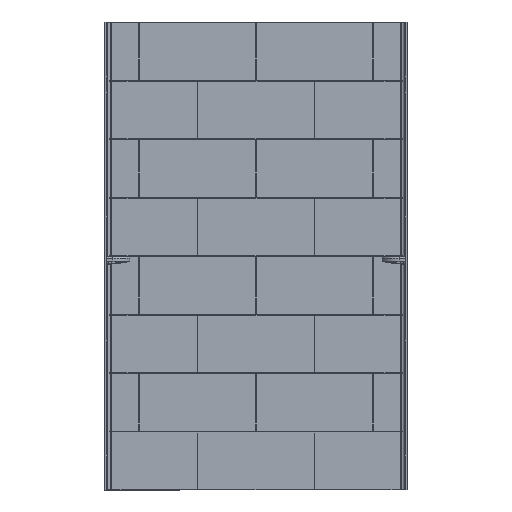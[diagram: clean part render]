
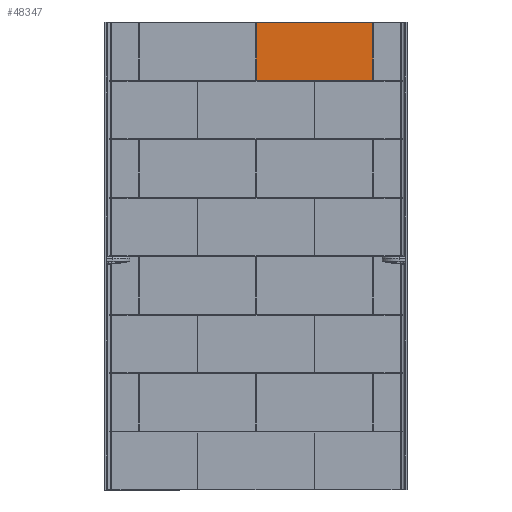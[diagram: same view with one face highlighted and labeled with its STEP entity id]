
A CAD part, top view. The second image highlights one B-rep face of the part: STEP entity #48347.
In plain terms, the highlighted planar face has unit normal (0, 0, 1).
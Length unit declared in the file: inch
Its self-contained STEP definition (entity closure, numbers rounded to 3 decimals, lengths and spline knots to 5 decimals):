
#1324 = LINE ( 'NONE', #52017, #53149 ) ;
#1785 = EDGE_LOOP ( 'NONE', ( #26379, #28186, #82086, #8824, #24980, #87580 ) ) ;
#2572 = LINE ( 'NONE', #60544, #18962 ) ;
#4040 = CARTESIAN_POINT ( 'NONE',  ( 36.0945, -23.91522, 0.1875 ) ) ;
#4170 = EDGE_CURVE ( 'NONE', #71435, #9576, #22893, .T. ) ;
#5197 = CARTESIAN_POINT ( 'NONE',  ( 36.08919, -23.91366, 0.1875 ) ) ;
#6972 = CARTESIAN_POINT ( 'NONE',  ( 36.08813, -0.08697, 0.1875 ) ) ;
#7936 = CARTESIAN_POINT ( 'NONE',  ( 36.08485, -0.09319, 0.1875 ) ) ;
#8824 = ORIENTED_EDGE ( 'NONE', *, *, #29168, .F. ) ;
#9576 = VERTEX_POINT ( 'NONE', #57357 ) ;
#13801 = CARTESIAN_POINT ( 'NONE',  ( 36.08478, -0.09385, 0.1875 ) ) ;
#13982 = CARTESIAN_POINT ( 'NONE',  ( 36.0881, -23.91282, 0.1875 ) ) ;
#14460 = CARTESIAN_POINT ( 'NONE',  ( 36.08535, -23.90887, 0.1875 ) ) ;
#14634 = CARTESIAN_POINT ( 'NONE',  ( 36.08478, 0., 0.1875 ) ) ;
#15235 = CARTESIAN_POINT ( 'NONE',  ( 36.0945, -0.08478, 0.1875 ) ) ;
#17241 = EDGE_CURVE ( 'NONE', #64341, #95150, #1324, .T. ) ;
#18962 = VECTOR ( 'NONE', #53245, 39.37008 ) ;
#19332 = CARTESIAN_POINT ( 'NONE',  ( 36.09114, -23.91465, 0.1875 ) ) ;
#20218 = VERTEX_POINT ( 'NONE', #31317 ) ;
#22893 = LINE ( 'NONE', #14634, #26653 ) ;
#24980 = ORIENTED_EDGE ( 'NONE', *, *, #82702, .T. ) ;
#25812 = VECTOR ( 'NONE', #74946, 39.37008 ) ;
#26379 = ORIENTED_EDGE ( 'NONE', *, *, #4170, .T. ) ;
#26653 = VECTOR ( 'NONE', #73548, 39.37008 ) ;
#27624 = CARTESIAN_POINT ( 'NONE',  ( 36.08876, -23.91336, 0.1875 ) ) ;
#28109 = CARTESIAN_POINT ( 'NONE',  ( 36.08635, -23.91081, 0.1875 ) ) ;
#28186 = ORIENTED_EDGE ( 'NONE', *, *, #38267, .F. ) ;
#29071 = CARTESIAN_POINT ( 'NONE',  ( 36.08567, -23.90964, 0.1875 ) ) ;
#29168 = EDGE_CURVE ( 'NONE', #20218, #95150, #73036, .T. ) ;
#31317 = CARTESIAN_POINT ( 'NONE',  ( 47.96201, -0.08478, 0.1875 ) ) ;
#35414 = CARTESIAN_POINT ( 'NONE',  ( 36.08664, -23.91124, 0.1875 ) ) ;
#38267 = EDGE_CURVE ( 'NONE', #64341, #9576, #83382, .T. ) ;
#43317 = EDGE_CURVE ( 'NONE', #71435, #53465, #62947, .T. ) ;
#44169 = CARTESIAN_POINT ( 'NONE',  ( 36.08478, -23.9055, 0.1875 ) ) ;
#46786 = FACE_OUTER_BOUND ( 'NONE', #1785, .T. ) ;
#48080 = CARTESIAN_POINT ( 'NONE',  ( 36.09364, -23.91522, 0.1875 ) ) ;
#48347 = ADVANCED_FACE ( 'NONE', ( #46786 ), #93005, .T. ) ;
#48695 = DIRECTION ( 'NONE',  ( 0., 0., 1. ) ) ;
#52017 = CARTESIAN_POINT ( 'NONE',  ( 0., -23.91522, 0.1875 ) ) ;
#52250 = CARTESIAN_POINT ( 'NONE',  ( 36.08478, -0.0945, 0.1875 ) ) ;
#52734 = CARTESIAN_POINT ( 'NONE',  ( 36.09106, -0.08525, 0.1875 ) ) ;
#53149 = VECTOR ( 'NONE', #67589, 39.37008 ) ;
#53245 = DIRECTION ( 'NONE',  ( -1., 0., 0. ) ) ;
#53465 = VERTEX_POINT ( 'NONE', #73683 ) ;
#55533 = CARTESIAN_POINT ( 'NONE',  ( 0., 0., 0.1875 ) ) ;
#57357 = CARTESIAN_POINT ( 'NONE',  ( 36.08478, -23.9055, 0.1875 ) ) ;
#58763 = CARTESIAN_POINT ( 'NONE',  ( 36.08718, -23.9119, 0.1875 ) ) ;
#59250 = CARTESIAN_POINT ( 'NONE',  ( 36.09037, -23.91433, 0.1875 ) ) ;
#60500 = AXIS2_PLACEMENT_3D ( 'NONE', #55533, #48695, #61868 ) ;
#60544 = CARTESIAN_POINT ( 'NONE',  ( 0., -0.08478, 0.1875 ) ) ;
#61868 = DIRECTION ( 'NONE',  ( 1., 0., 0. ) ) ;
#62947 = B_SPLINE_CURVE_WITH_KNOTS ( 'NONE', 3,
 ( #52250, #13801, #7936, #96077, #89236, #80967, #6972, #52734, #81927, #15235 ),
 .UNSPECIFIED., .F., .F.,
 ( 4, 2, 2, 2, 4 ),
 ( 0., 0.12821, 0.33333, 0.66154, 1. ),
 .UNSPECIFIED. ) ;
#64341 = VERTEX_POINT ( 'NONE', #4040 ) ;
#67589 = DIRECTION ( 'NONE',  ( 1., 0., 0. ) ) ;
#71435 = VERTEX_POINT ( 'NONE', #72193 ) ;
#72193 = CARTESIAN_POINT ( 'NONE',  ( 36.08478, -0.0945, 0.1875 ) ) ;
#73036 = LINE ( 'NONE', #88100, #25812 ) ;
#73371 = CARTESIAN_POINT ( 'NONE',  ( 36.08786, -23.9126, 0.1875 ) ) ;
#73548 = DIRECTION ( 'NONE',  ( 0., -1., 0. ) ) ;
#73683 = CARTESIAN_POINT ( 'NONE',  ( 36.0945, -0.08478, 0.1875 ) ) ;
#74946 = DIRECTION ( 'NONE',  ( 0., -1., 0. ) ) ;
#80967 = CARTESIAN_POINT ( 'NONE',  ( 36.08692, -0.08819, 0.1875 ) ) ;
#81927 = CARTESIAN_POINT ( 'NONE',  ( 36.09279, -0.08478, 0.1875 ) ) ;
#82086 = ORIENTED_EDGE ( 'NONE', *, *, #17241, .T. ) ;
#82702 = EDGE_CURVE ( 'NONE', #20218, #53465, #2572, .T. ) ;
#83382 = B_SPLINE_CURVE_WITH_KNOTS ( 'NONE', 3,
 ( #92387, #48080, #86020, #19332, #59250, #5197, #27624, #13982, #73371, #94795, #58763, #35414, #28109, #29071, #14460, #87472, #88937, #44169 ),
 .UNSPECIFIED., .F., .F.,
 ( 4, 2, 2, 2, 2, 2, 2, 2, 4 ),
 ( 0., 0.16923, 0.33333, 0.4359, 0.5, 0.5641, 0.66667, 0.83077, 1. ),
 .UNSPECIFIED. ) ;
#86020 = CARTESIAN_POINT ( 'NONE',  ( 36.09277, -23.9151, 0.1875 ) ) ;
#87472 = CARTESIAN_POINT ( 'NONE',  ( 36.0849, -23.90723, 0.1875 ) ) ;
#87580 = ORIENTED_EDGE ( 'NONE', *, *, #43317, .F. ) ;
#88100 = CARTESIAN_POINT ( 'NONE',  ( 47.96201, 0., 0.1875 ) ) ;
#88937 = CARTESIAN_POINT ( 'NONE',  ( 36.08478, -23.90636, 0.1875 ) ) ;
#89236 = CARTESIAN_POINT ( 'NONE',  ( 36.08556, -0.09055, 0.1875 ) ) ;
#91319 = CARTESIAN_POINT ( 'NONE',  ( 47.96201, -23.91522, 0.1875 ) ) ;
#92387 = CARTESIAN_POINT ( 'NONE',  ( 36.0945, -23.91522, 0.1875 ) ) ;
#93005 = PLANE ( 'NONE',  #60500 ) ;
#94795 = CARTESIAN_POINT ( 'NONE',  ( 36.0874, -23.91214, 0.1875 ) ) ;
#95150 = VERTEX_POINT ( 'NONE', #91319 ) ;
#96077 = CARTESIAN_POINT ( 'NONE',  ( 36.08519, -0.09153, 0.1875 ) ) ;
